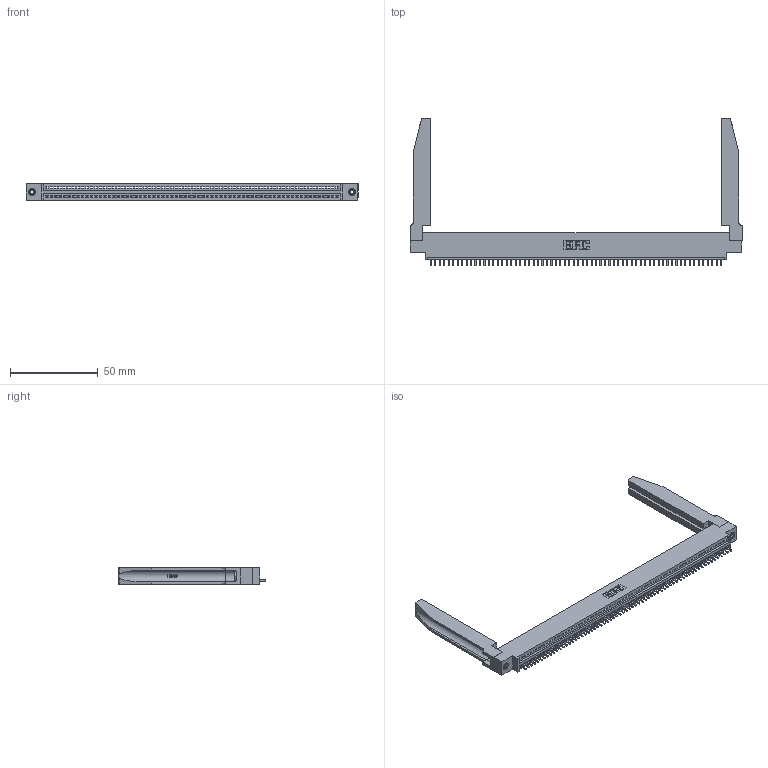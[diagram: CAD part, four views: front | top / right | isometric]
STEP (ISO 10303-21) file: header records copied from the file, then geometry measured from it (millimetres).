
FILE_DESCRIPTION (( 'STEP AP203' ), '1' );
FILE_NAME ('395-066-521-678.STEP', '2019-10-25T07:37:25', ( '' ), ( '' ), 'SwSTEP 2.0', 'SolidWorks 2016', '' );
FILE_SCHEMA (( 'CONFIG_CONTROL_DESIGN' ));
Length unit declared in the file: inch
Products named in the file (5): 345-292-001_345-293-121; 345-250-001_345-250-001-102; 395-066-521-678; 345 Part_0.170 Offset - 0.156 Dia-TH; 345-220-078_345-220-078
Assembly tree (71 placements, depth 2):
  395-066-521-678
    345 Part_0.170 Offset - 0.156 Dia-TH
    345-292-001_345-293-121  x66
    345-250-001_345-250-001-102  x2
    345-220-078_345-220-078  x2
Bounding box: 188.87 x 84 x 9.4 mm (x, y, z)
Volume: 25605.4 mm3; surface area: 30264.9 mm2
Topology: 71 solids, 71 shells, 4192 faces, 12577 edges, 8286 vertices
Faces by surface type: plane 2866, cylinder 1274, bspline 36, cone 12, torus 4
Entity records: 51332 total; most frequent: CARTESIAN_POINT 9789, ORIENTED_EDGE 8686, DIRECTION 7521, EDGE_CURVE 4343, VECTOR 3853, LINE 3853, VERTEX_POINT 2888, AXIS2_PLACEMENT_3D 1834
